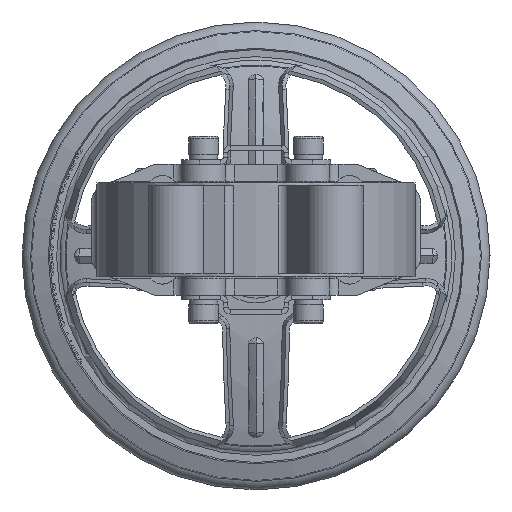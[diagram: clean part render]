
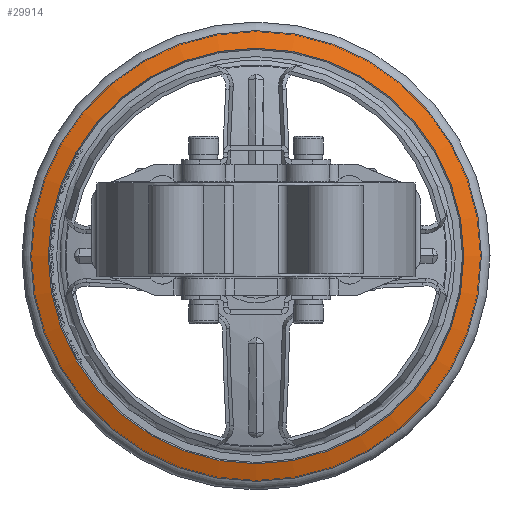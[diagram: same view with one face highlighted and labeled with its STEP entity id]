
A CAD part, front view. The second image highlights one B-rep face of the part: STEP entity #29914.
In plain terms, the highlighted conical face has half-angle 70 degrees and reference radius 120.394 mm.
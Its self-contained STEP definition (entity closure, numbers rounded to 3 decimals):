
#3808=LINE('',#50500,#5866);
#5866=VECTOR('',#37636,120.394);
#6892=CONICAL_SURFACE('',#32206,120.394,1.222);
#7889=FACE_OUTER_BOUND('',#9631,.T.);
#9631=EDGE_LOOP('',(#23805,#23806,#23807,#23808,#23809,#23810));
#11208=CIRCLE('',#32207,120.394);
#11209=CIRCLE('',#32208,111.);
#11210=CIRCLE('',#32209,111.);
#11211=CIRCLE('',#32210,120.394);
#13572=VERTEX_POINT('',#50496);
#13573=VERTEX_POINT('',#50497);
#13574=VERTEX_POINT('',#50499);
#13575=VERTEX_POINT('',#50501);
#17233=EDGE_CURVE('',#13572,#13573,#11208,.T.);
#17234=EDGE_CURVE('',#13573,#13574,#3808,.T.);
#17235=EDGE_CURVE('',#13575,#13574,#11209,.T.);
#17236=EDGE_CURVE('',#13574,#13575,#11210,.T.);
#17237=EDGE_CURVE('',#13573,#13572,#11211,.T.);
#23805=ORIENTED_EDGE('',*,*,#17233,.T.);
#23806=ORIENTED_EDGE('',*,*,#17234,.T.);
#23807=ORIENTED_EDGE('',*,*,#17235,.F.);
#23808=ORIENTED_EDGE('',*,*,#17236,.F.);
#23809=ORIENTED_EDGE('',*,*,#17234,.F.);
#23810=ORIENTED_EDGE('',*,*,#17237,.T.);
#29914=ADVANCED_FACE('',(#7889),#6892,.T.);
#32206=AXIS2_PLACEMENT_3D('',#50495,#37632,#37633);
#32207=AXIS2_PLACEMENT_3D('',#50498,#37634,#37635);
#32208=AXIS2_PLACEMENT_3D('',#50502,#37637,#37638);
#32209=AXIS2_PLACEMENT_3D('',#50503,#37639,#37640);
#32210=AXIS2_PLACEMENT_3D('',#50504,#37641,#37642);
#37632=DIRECTION('center_axis',(0.,1.,0.));
#37633=DIRECTION('ref_axis',(0.,0.,
-1.));
#37634=DIRECTION('center_axis',(0.,-1.,0.));
#37635=DIRECTION('ref_axis',(0.,0.,
1.));
#37636=DIRECTION('',(0.,-0.342,-0.94));
#37637=DIRECTION('center_axis',(0.,-1.,0.));
#37638=DIRECTION('ref_axis',(0.,0.,
1.));
#37639=DIRECTION('center_axis',(0.,-1.,0.));
#37640=DIRECTION('ref_axis',(0.,0.,
1.));
#37641=DIRECTION('center_axis',(0.,-1.,0.));
#37642=DIRECTION('ref_axis',(0.,0.,
1.));
#50495=CARTESIAN_POINT('Origin',(0.,379.324,
-14.));
#50496=CARTESIAN_POINT('',(0.055,379.324,-134.394));
#50497=CARTESIAN_POINT('',(-0.055,379.324,106.394));
#50498=CARTESIAN_POINT('Origin',(0.,379.324,
-14.));
#50499=CARTESIAN_POINT('',(-0.051,375.904,97.));
#50500=CARTESIAN_POINT('',(-0.055,379.324,106.394));
#50501=CARTESIAN_POINT('',(0.051,375.904,-125.));
#50502=CARTESIAN_POINT('Origin',(0.,375.904,
-14.));
#50503=CARTESIAN_POINT('Origin',(0.,375.904,
-14.));
#50504=CARTESIAN_POINT('Origin',(0.,379.324,
-14.));
